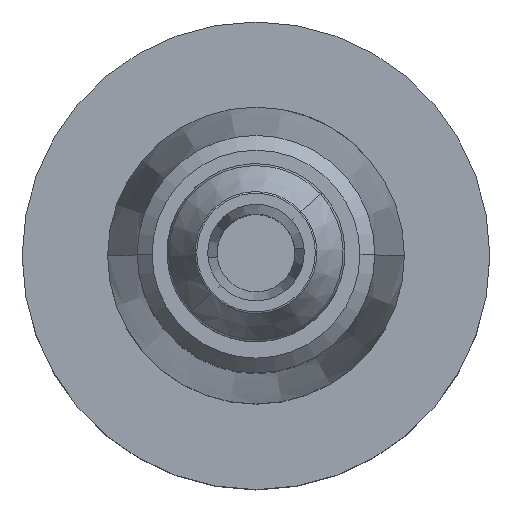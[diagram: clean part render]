
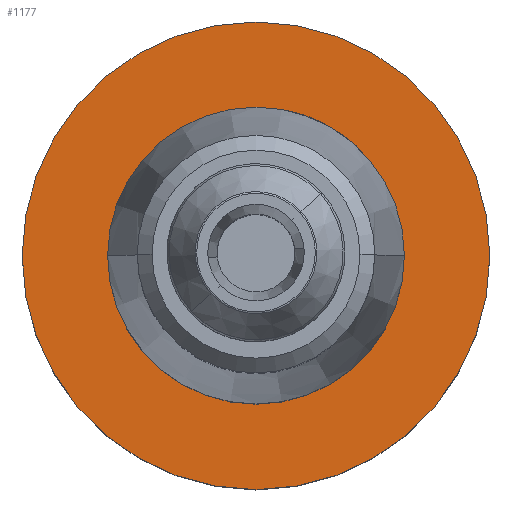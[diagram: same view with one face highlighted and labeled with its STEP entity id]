
A CAD part, top view. The second image highlights one B-rep face of the part: STEP entity #1177.
In plain terms, the highlighted face is planar.
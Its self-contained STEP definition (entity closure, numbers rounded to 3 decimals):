
#90=CARTESIAN_POINT('',(53.,-0.,19.995));
#91=VERTEX_POINT('',#90);
#109=CARTESIAN_POINT('',(53.,0.,-19.995));
#110=VERTEX_POINT('',#109);
#117=CARTESIAN_POINT('',(53.,0.,0.));
#118=DIRECTION('',(-1.,0.,0.));
#119=DIRECTION('',(-0.,0.,-1.));
#120=AXIS2_PLACEMENT_3D('',#117,#118,#119);
#121=CIRCLE('',#120,19.995);
#122=EDGE_CURVE('',#91,#110,#121,.T.);
#1115=CARTESIAN_POINT('',(53.,0.,31.5));
#1116=VERTEX_POINT('',#1115);
#1133=CARTESIAN_POINT('',(53.,-0.,-31.5));
#1134=VERTEX_POINT('',#1133);
#1141=CARTESIAN_POINT('',(53.,-0.,-0.));
#1142=DIRECTION('',(1.,0.,-0.));
#1143=DIRECTION('',(-0.,0.,-1.));
#1144=AXIS2_PLACEMENT_3D('',#1141,#1142,#1143);
#1145=CIRCLE('',#1144,31.5);
#1146=EDGE_CURVE('',#1116,#1134,#1145,.T.);
#1152=CARTESIAN_POINT('',(53.,-0.,-15.75));
#1153=DIRECTION('',(1.,0.,-0.));
#1154=DIRECTION('',(0.,1.,0.));
#1155=AXIS2_PLACEMENT_3D('',#1152,#1153,#1154);
#1156=PLANE('',#1155);
#1157=CARTESIAN_POINT('',(53.,0.,0.));
#1158=DIRECTION('',(-1.,0.,0.));
#1159=DIRECTION('',(-0.,0.,-1.));
#1160=AXIS2_PLACEMENT_3D('',#1157,#1158,#1159);
#1161=CIRCLE('',#1160,19.995);
#1162=EDGE_CURVE('',#110,#91,#1161,.T.);
#1163=ORIENTED_EDGE('',*,*,#1162,.T.);
#1164=ORIENTED_EDGE('',*,*,#122,.T.);
#1165=EDGE_LOOP('',(#1163,#1164));
#1166=FACE_BOUND('',#1165,.T.);
#1167=CARTESIAN_POINT('',(53.,-0.,-0.));
#1168=DIRECTION('',(1.,0.,-0.));
#1169=DIRECTION('',(-0.,0.,-1.));
#1170=AXIS2_PLACEMENT_3D('',#1167,#1168,#1169);
#1171=CIRCLE('',#1170,31.5);
#1172=EDGE_CURVE('',#1134,#1116,#1171,.T.);
#1173=ORIENTED_EDGE('',*,*,#1172,.T.);
#1174=ORIENTED_EDGE('',*,*,#1146,.T.);
#1175=EDGE_LOOP('',(#1173,#1174));
#1176=FACE_BOUND('',#1175,.T.);
#1177=ADVANCED_FACE('',(#1166,#1176),#1156,.T.);
